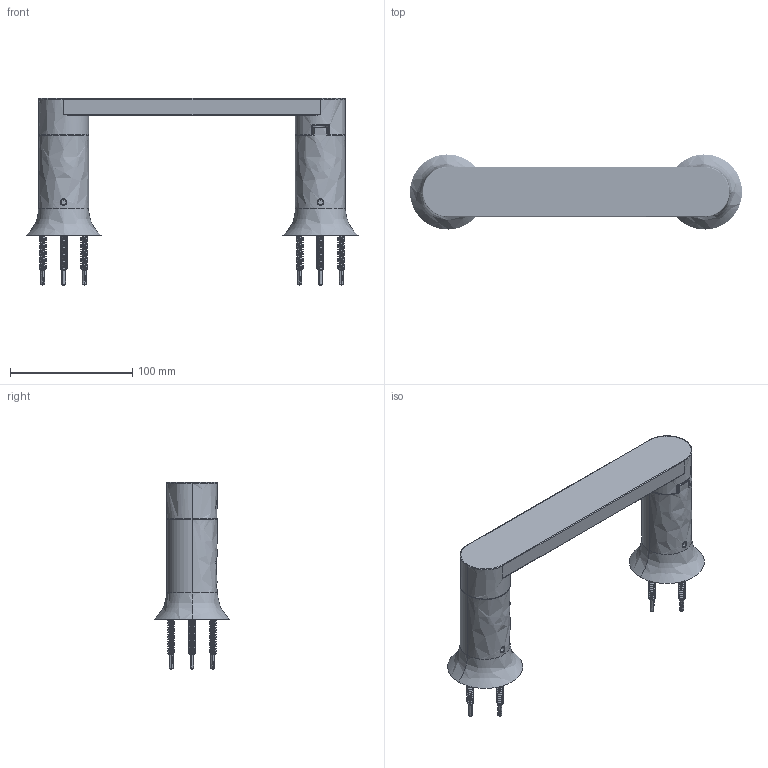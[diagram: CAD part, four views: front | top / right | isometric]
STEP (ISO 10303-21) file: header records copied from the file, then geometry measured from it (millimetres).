
FILE_DESCRIPTION(('FreeCAD Model'),'2;1');
FILE_NAME('Open CASCADE Shape Model','2025-05-01T16:52:27',('FreeCAD'),( 'FreeCAD'),'Open CASCADE STEP processor 7.6','FreeCAD','Unknown');
FILE_SCHEMA(('AUTOMOTIVE_DESIGN { 1 0 10303 214 1 1 1 1 }'));
Products named in the file (1): Open CASCADE STEP translator 7.6 1
Bounding box: 271.44 x 61.35 x 152.91 mm (x, y, z)
Volume: 176356.6 mm3; surface area: 126985.9 mm2
Topology: 18 solids, 18 shells, 1446 faces, 3775 edges, 2367 vertices
Faces by surface type: bspline 1446
Entity records: 96308 total; most frequent: CARTESIAN_POINT 75793, ORIENTED_EDGE 7498, EDGE_CURVE 3749, VERTEX_POINT 2367, B_SPLINE_CURVE_WITH_KNOTS 2049, FACE_BOUND 1500, EDGE_LOOP 1500, ADVANCED_FACE 1446
